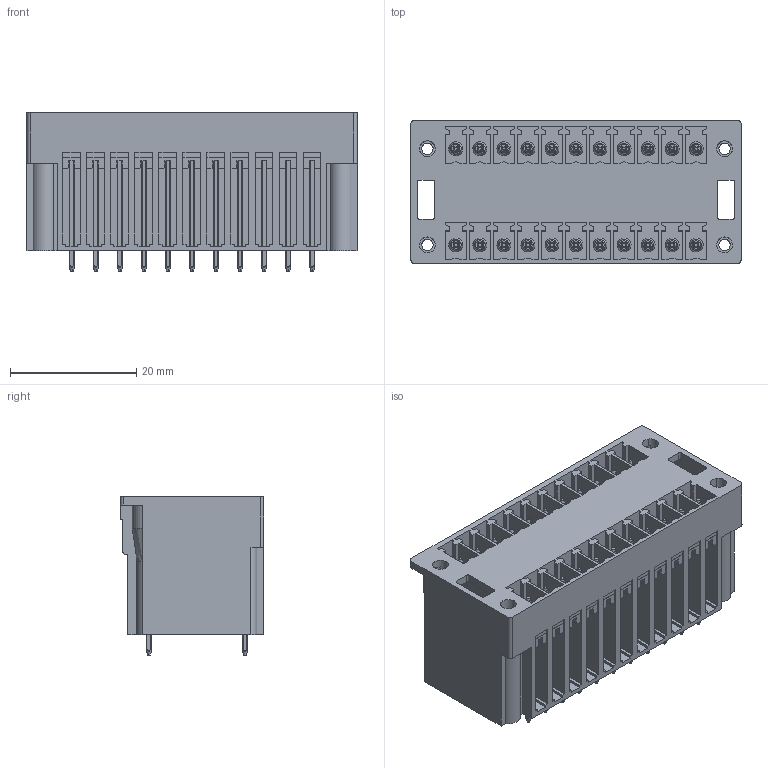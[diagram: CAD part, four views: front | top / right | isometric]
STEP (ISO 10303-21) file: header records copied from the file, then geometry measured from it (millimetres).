
FILE_DESCRIPTION(('CATIA V5 STEP Exchange','CAx-IF Rec.Pracs.--- Model Styling and Organization---1.2---2011-12-15'),'2;1');
FILE_NAME ('D1447202_0', '2018-10-05T07:45:57+00:00', ('none'), ('Weidmueller'), 'CATIA Version 5-6 Release 2014', 'CATIA V5 STEP AP214', 'none');
FILE_SCHEMA(('AUTOMOTIVE_DESIGN { 1 0 10303 214 1 1 1 1 }'));
Length unit declared in the file: millimetre
Products named in the file (1): 1031590000
Bounding box: 52.3 x 22.7 x 25.1 mm (x, y, z)
Volume: 18410.8 mm3; surface area: 14120.8 mm2
Topology: 23 solids, 23 shells, 1323 faces, 3604 edges, 2386 vertices
Faces by surface type: plane 849, cylinder 284, cone 146, torus 44
Entity records: 42582 total; most frequent: CARTESIAN_POINT 12441, ORIENTED_EDGE 7208, DIRECTION 4497, EDGE_CURVE 3604, VECTOR 2482, LINE 2482, VERTEX_POINT 2386, EDGE_LOOP 1460
